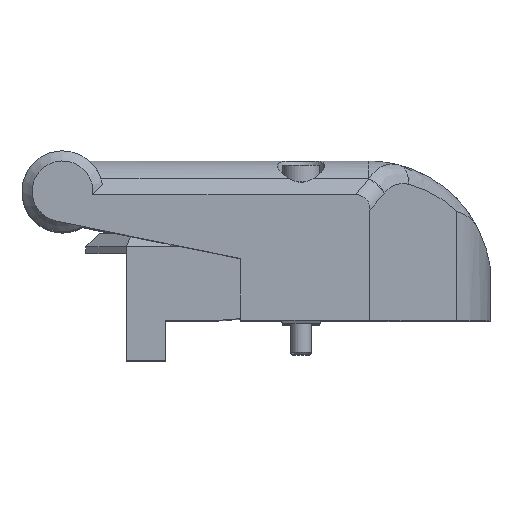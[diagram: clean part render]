
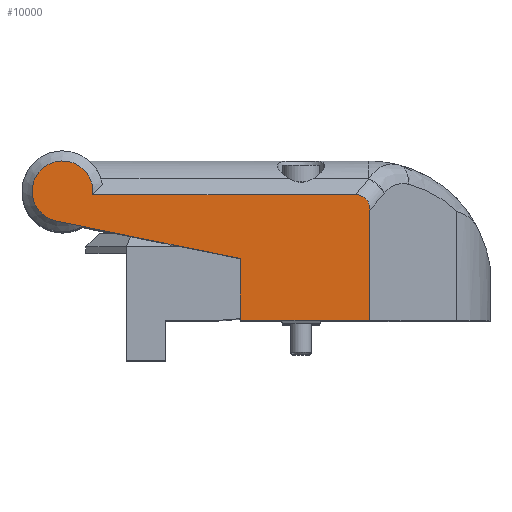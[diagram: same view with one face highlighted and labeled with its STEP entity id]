
A CAD part, top view. The second image highlights one B-rep face of the part: STEP entity #10000.
In plain terms, the highlighted planar face has unit normal (0, 0, 1).
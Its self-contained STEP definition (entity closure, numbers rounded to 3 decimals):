
#642=ELLIPSE('',#10833,4.933,3.);
#1335=LINE('',#15575,#2211);
#1348=LINE('',#15640,#2224);
#1360=LINE('',#15663,#2236);
#1367=LINE('',#15683,#2243);
#1370=LINE('',#15691,#2246);
#1372=LINE('',#15696,#2248);
#1375=LINE('',#15809,#2251);
#2211=VECTOR('',#12589,10.);
#2224=VECTOR('',#12630,10.);
#2236=VECTOR('',#12652,10.);
#2243=VECTOR('',#12671,10.);
#2246=VECTOR('',#12676,10.);
#2248=VECTOR('',#12680,10.);
#2251=VECTOR('',#12709,10.);
#2820=FACE_OUTER_BOUND('',#3441,.T.);
#3441=EDGE_LOOP('',(#7835,#7836,#7837,#7838,#7839,#7840,#7841,#7842,#7843));
#3870=CIRCLE('',#10842,4.5);
#4492=VERTEX_POINT('',#15572);
#4493=VERTEX_POINT('',#15574);
#4503=VERTEX_POINT('',#15636);
#4505=VERTEX_POINT('',#15639);
#4517=VERTEX_POINT('',#15680);
#4518=VERTEX_POINT('',#15682);
#4520=VERTEX_POINT('',#15693);
#4527=VERTEX_POINT('',#15720);
#4530=VERTEX_POINT('',#15808);
#5644=EDGE_CURVE('',#4492,#4493,#1335,.T.);
#5663=EDGE_CURVE('',#4503,#4505,#1348,.T.);
#5675=EDGE_CURVE('',#4493,#4503,#1360,.T.);
#5684=EDGE_CURVE('',#4517,#4518,#1367,.T.);
#5688=EDGE_CURVE('',#4505,#4517,#1370,.T.);
#5690=EDGE_CURVE('',#4520,#4492,#1372,.T.);
#5697=EDGE_CURVE('',#4527,#4520,#642,.T.);
#5706=EDGE_CURVE('',#4530,#4527,#1375,.T.);
#5707=EDGE_CURVE('',#4518,#4530,#3870,.T.);
#7835=ORIENTED_EDGE('',*,*,#5684,.F.);
#7836=ORIENTED_EDGE('',*,*,#5688,.F.);
#7837=ORIENTED_EDGE('',*,*,#5663,.F.);
#7838=ORIENTED_EDGE('',*,*,#5675,.F.);
#7839=ORIENTED_EDGE('',*,*,#5644,.F.);
#7840=ORIENTED_EDGE('',*,*,#5690,.F.);
#7841=ORIENTED_EDGE('',*,*,#5697,.F.);
#7842=ORIENTED_EDGE('',*,*,#5706,.F.);
#7843=ORIENTED_EDGE('',*,*,#5707,.F.);
#9605=PLANE('',#10841);
#10000=ADVANCED_FACE('',(#2820),#9605,.T.);
#10833=AXIS2_PLACEMENT_3D('',#15721,#12690,#12691);
#10841=AXIS2_PLACEMENT_3D('',#15807,#12707,#12708);
#10842=AXIS2_PLACEMENT_3D('',#15810,#12710,#12711);
#12589=DIRECTION('',(-1.,0.,0.));
#12630=DIRECTION('',(-1.,0.,0.));
#12652=DIRECTION('',(-1.,0.,0.));
#12671=DIRECTION('',(-0.98,0.2,0.));
#12676=DIRECTION('',(0.,1.,0.));
#12680=DIRECTION('',(0.,-1.,0.));
#12690=DIRECTION('center_axis',(0.,0.,-1.));
#12691=DIRECTION('ref_axis',(0.643,0.766,0.));
#12707=DIRECTION('center_axis',(0.,0.,1.));
#12708=DIRECTION('ref_axis',(1.,0.,0.));
#12709=DIRECTION('',(1.,0.,0.));
#12710=DIRECTION('center_axis',(0.,0.,-1.));
#12711=DIRECTION('ref_axis',(1.,0.,0.));
#15572=CARTESIAN_POINT('',(410.7,37.,219.));
#15574=CARTESIAN_POINT('',(403.507,37.,219.));
#15575=CARTESIAN_POINT('',(410.35,37.,219.));
#15636=CARTESIAN_POINT('',(397.507,37.,219.));
#15639=CARTESIAN_POINT('',(391.507,37.,219.));
#15640=CARTESIAN_POINT('',(410.35,37.,219.));
#15663=CARTESIAN_POINT('',(393.041,37.,219.));
#15680=CARTESIAN_POINT('',(391.507,46.155,219.));
#15682=CARTESIAN_POINT('',(364.243,51.714,219.));
#15683=CARTESIAN_POINT('',(378.843,48.737,219.));
#15691=CARTESIAN_POINT('',(391.507,48.734,219.));
#15693=CARTESIAN_POINT('',(410.7,53.309,219.));
#15696=CARTESIAN_POINT('',(410.7,42.,219.));
#15720=CARTESIAN_POINT('',(408.564,55.623,219.));
#15721=CARTESIAN_POINT('Origin',(406.784,51.381,219.));
#15807=CARTESIAN_POINT('Origin',(394.575,51.312,219.));
#15808=CARTESIAN_POINT('',(369.615,55.623,219.));
#15809=CARTESIAN_POINT('',(402.541,55.623,219.));
#15810=CARTESIAN_POINT('Origin',(365.142,56.123,219.));
